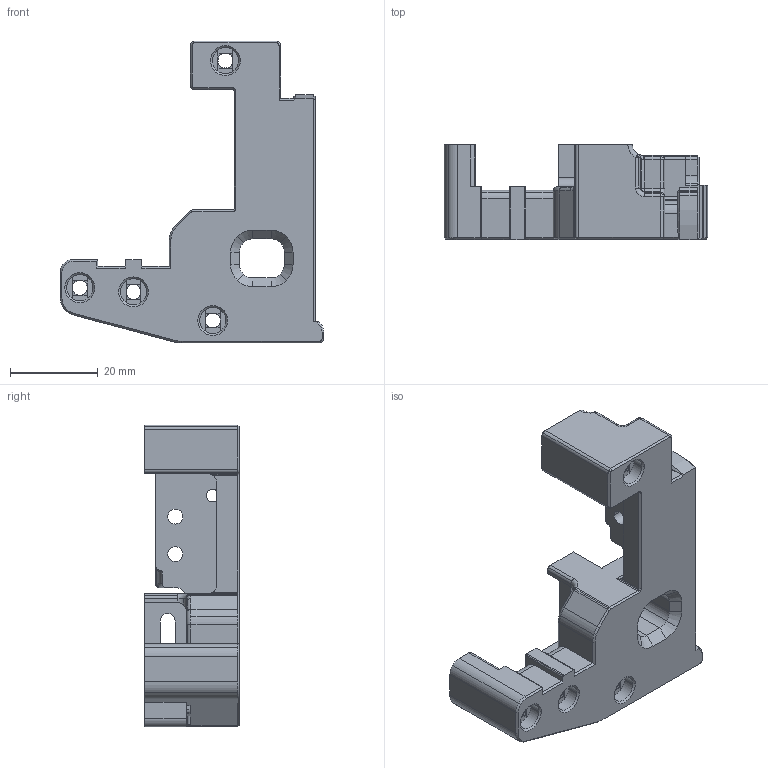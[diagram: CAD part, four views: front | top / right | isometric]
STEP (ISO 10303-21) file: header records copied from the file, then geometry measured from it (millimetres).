
FILE_DESCRIPTION (( 'STEP AP214' ), '1' );
FILE_NAME ('SW_x_carriage_frame_left.STEP', '2022-11-04T07:49:10', ( '' ), ( '' ), 'SwSTEP 2.0', 'SolidWorks 2019', '' );
FILE_SCHEMA (( 'AUTOMOTIVE_DESIGN' ));
Length unit declared in the file: millimetre
Products named in the file (1): SW_x_carriage_frame_left
Bounding box: 60.04 x 21.6 x 68.75 mm (x, y, z)
Volume: 25939 mm3; surface area: 11281.5 mm2
Topology: 1 solids, 1 shells, 397 faces, 1020 edges, 625 vertices
Faces by surface type: cylinder 155, plane 152, cone 66, sphere 12, torus 8, bspline 4
Entity records: 12228 total; most frequent: CARTESIAN_POINT 2325, DIRECTION 2173, ORIENTED_EDGE 2038, EDGE_CURVE 1019, AXIS2_PLACEMENT_3D 797, VERTEX_POINT 625, LINE 579, VECTOR 579
